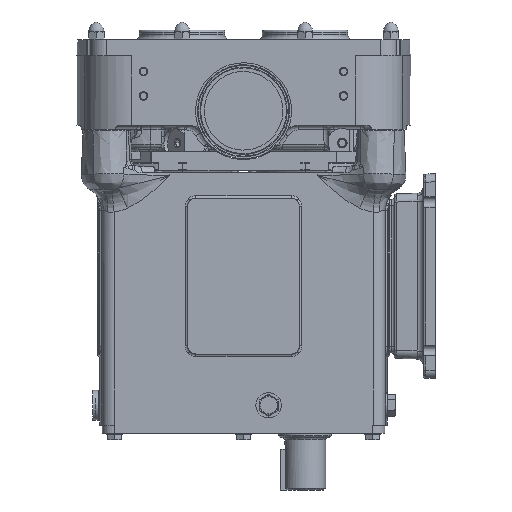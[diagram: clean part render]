
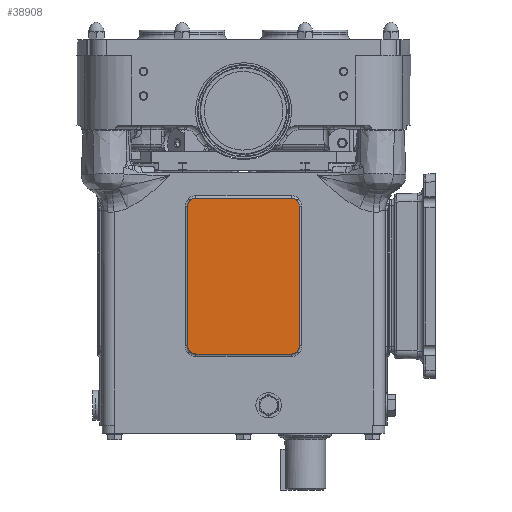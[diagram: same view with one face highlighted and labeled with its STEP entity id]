
A CAD part, left-side view. The second image highlights one B-rep face of the part: STEP entity #38908.
In plain terms, the highlighted planar face has unit normal (-1, 0, 0).
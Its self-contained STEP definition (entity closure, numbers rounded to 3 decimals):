
#491 = CARTESIAN_POINT ( 'NONE',  ( -98., -69.175, -291.498 ) ) ;
#1070 = DIRECTION ( 'NONE',  ( 0., 0., -1. ) ) ;
#1709 = FACE_OUTER_BOUND ( 'NONE', #43383, .T. ) ;
#1724 = CARTESIAN_POINT ( 'NONE',  ( -98., 69.175, -301.317 ) ) ;
#2077 = VECTOR ( 'NONE', #45948, 1000. ) ;
#3294 = CARTESIAN_POINT ( 'NONE',  ( -98., -59.181, -301.492 ) ) ;
#4381 = ORIENTED_EDGE ( 'NONE', *, *, #37600, .F. ) ;
#7649 = AXIS2_PLACEMENT_3D ( 'NONE', #30036, #40417, #1070 ) ;
#8534 = CARTESIAN_POINT ( 'NONE',  ( -98., 69., -108.143 ) ) ;
#8779 = LINE ( 'NONE', #39638, #37324 ) ;
#13092 = CARTESIAN_POINT ( 'NONE',  ( -98., 59.181, -301.492 ) ) ;
#13315 = CARTESIAN_POINT ( 'NONE',  ( -98., 65.036, -108.143 ) ) ;
#13633 = CARTESIAN_POINT ( 'NONE',  ( -98., 69.175, -118.137 ) ) ;
#13729 = LINE ( 'NONE', #8534, #43992 ) ;
#14933 = VERTEX_POINT ( 'NONE', #491 ) ;
#16001 = CARTESIAN_POINT ( 'NONE',  ( -98., -59.181, -301.492 ) ) ;
#17969 = CARTESIAN_POINT ( 'NONE',  ( -98., 69.175, -291.498 ) ) ;
#18014 = CARTESIAN_POINT ( 'NONE',  ( -98., -69.175, -112.281 ) ) ;
#19885 = VERTEX_POINT ( 'NONE', #35717 ) ;
#19986 = VERTEX_POINT ( 'NONE', #60998 ) ;
#21798 = ORIENTED_EDGE ( 'NONE', *, *, #29205, .T. ) ;
#22492 = VERTEX_POINT ( 'NONE', #16001 ) ;
#22673 = CARTESIAN_POINT ( 'NONE',  ( -98., 69.175, -291.498 ) ) ;
#23217 = EDGE_CURVE ( 'NONE', #22492, #19885, #8779, .T. ) ;
#23765 = CARTESIAN_POINT ( 'NONE',  ( -98., 69.175, -118.137 ) ) ;
#24486 = EDGE_CURVE ( 'NONE', #55460, #59115, #31656, .T. ) ;
#26580 = VERTEX_POINT ( 'NONE', #42139 ) ;
#28586 = DIRECTION ( 'NONE',  ( 0., 1., 0. ) ) ;
#28678 = CARTESIAN_POINT ( 'NONE',  ( -98., 65.036, -301.492 ) ) ;
#28964 = ORIENTED_EDGE ( 'NONE', *, *, #24486, .F. ) ;
#29205 = EDGE_CURVE ( 'NONE', #55460, #19885, #42512, .T. ) ;
#30036 = CARTESIAN_POINT ( 'NONE',  ( -98., 90., -389.5 ) ) ;
#31656 = LINE ( 'NONE', #1724, #2077 ) ;
#32226 = CARTESIAN_POINT ( 'NONE',  ( -98., -69.175, -118.137 ) ) ;
#32329 = CARTESIAN_POINT ( 'NONE',  ( -98., -65.036, -108.143 ) ) ;
#32370 = VERTEX_POINT ( 'NONE', #32226 ) ;
#34104 = CARTESIAN_POINT ( 'NONE',  ( -98., 59.181, -108.143 ) ) ;
#35008 = ORIENTED_EDGE ( 'NONE', *, *, #51497, .T. ) ;
#35717 = CARTESIAN_POINT ( 'NONE',  ( -98., 59.181, -301.492 ) ) ;
#36821 = ORIENTED_EDGE ( 'NONE', *, *, #59162, .F. ) ;
#37324 = VECTOR ( 'NONE', #28586, 1000. ) ;
#37560 = CARTESIAN_POINT ( 'NONE',  ( -98., -69.175, -301.317 ) ) ;
#37600 = EDGE_CURVE ( 'NONE', #32370, #14933, #47624, .T. ) ;
#37978 = ORIENTED_EDGE ( 'NONE', *, *, #23217, .F. ) ;
#38131 = DIRECTION ( 'NONE',  ( 0., -1., 0. ) ) ;
#38500 = CARTESIAN_POINT ( 'NONE',  ( -98., -59.181, -108.143 ) ) ;
#38908 = ADVANCED_FACE ( 'NONE', ( #1709 ), #41054, .F. ) ;
#39638 = CARTESIAN_POINT ( 'NONE',  ( -98., 69., -301.492 ) ) ;
#40417 = DIRECTION ( 'NONE',  ( 1., 0., 0. ) ) ;
#41054 = PLANE ( 'NONE',  #7649 ) ;
#42139 = CARTESIAN_POINT ( 'NONE',  ( -98., 59.181, -108.143 ) ) ;
#42338 =( BOUNDED_CURVE ( )  B_SPLINE_CURVE ( 3, ( #3294, #46855, #47820, #52361 ),
 .UNSPECIFIED., .F., .T. ) 
 B_SPLINE_CURVE_WITH_KNOTS ( ( 4, 4 ),
 ( 5.498, 7.068 ),
 .UNSPECIFIED. ) 
 CURVE ( )  GEOMETRIC_REPRESENTATION_ITEM ( )  RATIONAL_B_SPLINE_CURVE ( ( 1., 0.805, 0.805, 1. ) ) 
 REPRESENTATION_ITEM ( '' )  );
#42512 =( BOUNDED_CURVE ( )  B_SPLINE_CURVE ( 3, ( #17969, #57600, #28678, #13092 ),
 .UNSPECIFIED., .F., .T. ) 
 B_SPLINE_CURVE_WITH_KNOTS ( ( 4, 4 ),
 ( 5.498, 7.068 ),
 .UNSPECIFIED. ) 
 CURVE ( )  GEOMETRIC_REPRESENTATION_ITEM ( )  RATIONAL_B_SPLINE_CURVE ( ( 1., 0.805, 0.805, 1. ) ) 
 REPRESENTATION_ITEM ( '' )  );
#43065 = DIRECTION ( 'NONE',  ( 0., 0., -1. ) ) ;
#43383 = EDGE_LOOP ( 'NONE', ( #35008, #28964, #21798, #37978, #46751, #4381, #60937, #36821 ) ) ;
#43992 = VECTOR ( 'NONE', #38131, 1000. ) ;
#45948 = DIRECTION ( 'NONE',  ( 0., 0., 1. ) ) ;
#46127 =( BOUNDED_CURVE ( )  B_SPLINE_CURVE ( 3, ( #47598, #18014, #32329, #38500 ),
 .UNSPECIFIED., .F., .T. ) 
 B_SPLINE_CURVE_WITH_KNOTS ( ( 4, 4 ),
 ( 5.498, 7.068 ),
 .UNSPECIFIED. ) 
 CURVE ( )  GEOMETRIC_REPRESENTATION_ITEM ( )  RATIONAL_B_SPLINE_CURVE ( ( 1., 0.805, 0.805, 1. ) ) 
 REPRESENTATION_ITEM ( '' )  );
#46751 = ORIENTED_EDGE ( 'NONE', *, *, #58014, .T. ) ;
#46855 = CARTESIAN_POINT ( 'NONE',  ( -98., -65.036, -301.492 ) ) ;
#46950 = VECTOR ( 'NONE', #43065, 1000. ) ;
#47598 = CARTESIAN_POINT ( 'NONE',  ( -98., -69.175, -118.137 ) ) ;
#47624 = LINE ( 'NONE', #37560, #46950 ) ;
#47820 = CARTESIAN_POINT ( 'NONE',  ( -98., -69.175, -297.354 ) ) ;
#51497 = EDGE_CURVE ( 'NONE', #26580, #59115, #54290, .T. ) ;
#52361 = CARTESIAN_POINT ( 'NONE',  ( -98., -69.175, -291.498 ) ) ;
#54290 =( BOUNDED_CURVE ( )  B_SPLINE_CURVE ( 3, ( #34104, #13315, #57822, #13633 ),
 .UNSPECIFIED., .F., .T. ) 
 B_SPLINE_CURVE_WITH_KNOTS ( ( 4, 4 ),
 ( 5.498, 7.068 ),
 .UNSPECIFIED. ) 
 CURVE ( )  GEOMETRIC_REPRESENTATION_ITEM ( )  RATIONAL_B_SPLINE_CURVE ( ( 1., 0.805, 0.805, 1. ) ) 
 REPRESENTATION_ITEM ( '' )  );
#55460 = VERTEX_POINT ( 'NONE', #22673 ) ;
#57600 = CARTESIAN_POINT ( 'NONE',  ( -98., 69.175, -297.354 ) ) ;
#57822 = CARTESIAN_POINT ( 'NONE',  ( -98., 69.175, -112.281 ) ) ;
#58014 = EDGE_CURVE ( 'NONE', #22492, #14933, #42338, .T. ) ;
#59115 = VERTEX_POINT ( 'NONE', #23765 ) ;
#59162 = EDGE_CURVE ( 'NONE', #26580, #19986, #13729, .T. ) ;
#60937 = ORIENTED_EDGE ( 'NONE', *, *, #62370, .T. ) ;
#60998 = CARTESIAN_POINT ( 'NONE',  ( -98., -59.181, -108.143 ) ) ;
#62370 = EDGE_CURVE ( 'NONE', #32370, #19986, #46127, .T. ) ;
